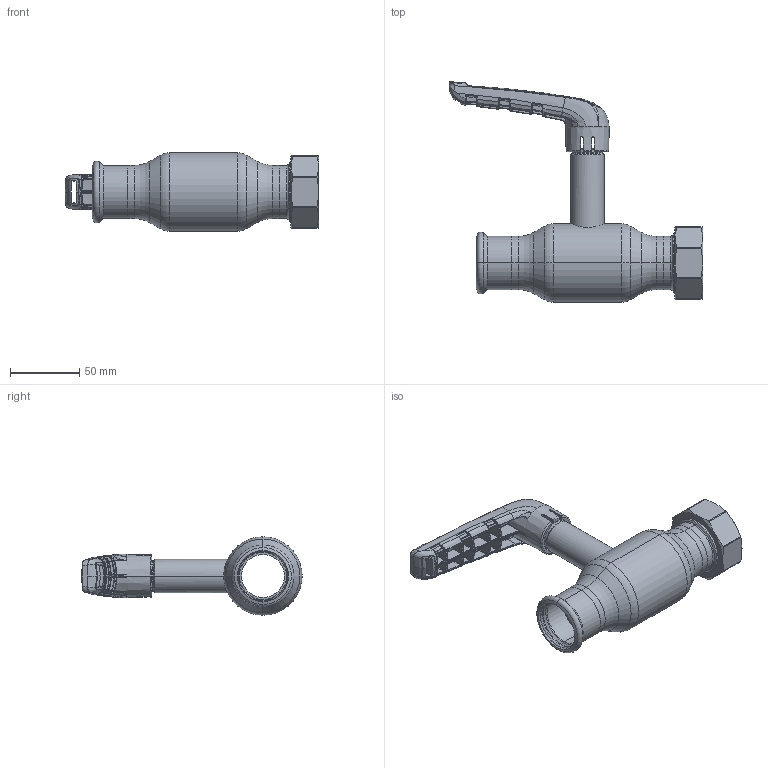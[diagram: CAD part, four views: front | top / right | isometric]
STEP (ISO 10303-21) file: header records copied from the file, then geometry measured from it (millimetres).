
FILE_DESCRIPTION (( 'STEP AP214' ), '1' );
FILE_NAME ('XPR11401 DN32 G1 12 x 35.step', '2018-09-18T10:43:44', ( '' ), ( '' ), 'SwSTEP 2.0', 'SolidWorks 2017', '' );
FILE_SCHEMA (( 'AUTOMOTIVE_DESIGN' ));
Length unit declared in the file: millimetre
Products named in the file (1): XPR11401 DN32 G1 12 x 35
Bounding box: 182.67 x 158.81 x 56.5 mm (x, y, z)
Surface area: 59072.1 mm2 (no closed solid volume)
Topology: 0 solids, 13 shells, 727 faces, 2436 edges, 1611 vertices
Faces by surface type: bspline 549, plane 60, cylinder 46, cone 41, torus 23, sphere 8
Entity records: 57186 total; most frequent: CARTESIAN_POINT 33542, ORIENTED_EDGE 3922, EDGE_CURVE 2430, DIRECTION 1707, B_SPLINE_CURVE_WITH_KNOTS 1668, VERTEX_POINT 1611, AXIS2_PLACEMENT_3D 768, EDGE_LOOP 751
